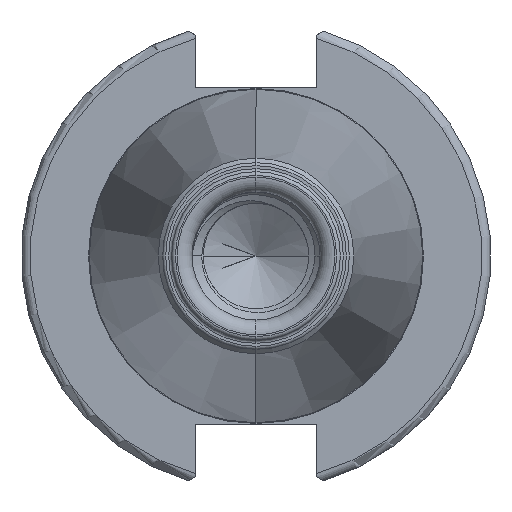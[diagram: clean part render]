
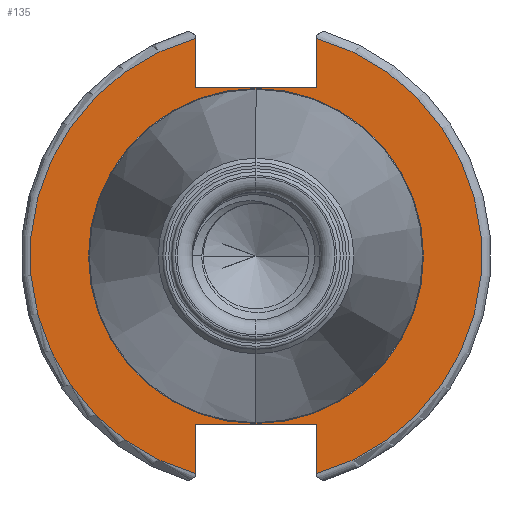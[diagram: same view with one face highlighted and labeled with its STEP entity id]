
A CAD part, left-side view. The second image highlights one B-rep face of the part: STEP entity #135.
In plain terms, the highlighted planar face has unit normal (-1, 0, 0).
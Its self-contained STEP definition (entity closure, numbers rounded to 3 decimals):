
#1 = CIRCLE ( 'NONE', #4577, 0.1 ) ;
#2 = CIRCLE ( 'NONE', #4579, 22.398 ) ;
#135 = ADVANCED_FACE ( 'NONE', ( #1687, #1679 ), #5363, .F. ) ;
#261 = EDGE_CURVE ( 'NONE', #514, #517, #2, .T. ) ;
#262 = EDGE_CURVE ( 'NONE', #743, #768, #5429, .T. ) ;
#263 = EDGE_CURVE ( 'NONE', #767, #768, #1, .T. ) ;
#264 = EDGE_CURVE ( 'NONE', #767, #766, #5435, .T. ) ;
#265 = EDGE_CURVE ( 'NONE', #765, #766, #5736, .T. ) ;
#266 = EDGE_CURVE ( 'NONE', #765, #760, #5441, .T. ) ;
#267 = EDGE_CURVE ( 'NONE', #764, #757, #5444, .T. ) ;
#268 = EDGE_CURVE ( 'NONE', #763, #764, #5735, .T. ) ;
#269 = EDGE_CURVE ( 'NONE', #762, #763, #5450, .T. ) ;
#270 = EDGE_CURVE ( 'NONE', #761, #762, #5734, .T. ) ;
#271 = EDGE_CURVE ( 'NONE', #742, #761, #5456, .T. ) ;
#272 = EDGE_CURVE ( 'NONE', #757, #760, #5733, .T. ) ;
#302 = EDGE_CURVE ( 'NONE', #517, #514, #5723, .T. ) ;
#508 = EDGE_LOOP ( 'NONE', ( #5280, #5278, #5279, #5277, #5276, #5275, #5274, #5273, #5271, #5272, #5270, #5269 ) ) ;
#510 = EDGE_LOOP ( 'NONE', ( #5267, #5265 ) ) ;
#514 = VERTEX_POINT ( 'NONE', #4239 ) ;
#517 = VERTEX_POINT ( 'NONE', #4240 ) ;
#742 = VERTEX_POINT ( 'NONE', #4001 ) ;
#743 = VERTEX_POINT ( 'NONE', #4002 ) ;
#757 = VERTEX_POINT ( 'NONE', #4016 ) ;
#760 = VERTEX_POINT ( 'NONE', #4019 ) ;
#761 = VERTEX_POINT ( 'NONE', #4020 ) ;
#762 = VERTEX_POINT ( 'NONE', #4021 ) ;
#763 = VERTEX_POINT ( 'NONE', #4022 ) ;
#764 = VERTEX_POINT ( 'NONE', #4023 ) ;
#765 = VERTEX_POINT ( 'NONE', #4024 ) ;
#766 = VERTEX_POINT ( 'NONE', #4025 ) ;
#767 = VERTEX_POINT ( 'NONE', #4026 ) ;
#768 = VERTEX_POINT ( 'NONE', #4027 ) ;
#922 = CARTESIAN_POINT ( 'NONE',  ( -5., 0., 0. ) ) ;
#923 = DIRECTION ( 'NONE',  ( -1., 0., 0. ) ) ;
#924 = DIRECTION ( 'NONE',  ( 0., 0., 1. ) ) ;
#1677 = AXIS2_PLACEMENT_3D ( 'NONE', #5364, #5361, #5359 ) ;
#1679 = FACE_BOUND ( 'NONE', #510, .T. ) ;
#1687 = FACE_OUTER_BOUND ( 'NONE', #508, .T. ) ;
#2600 = AXIS2_PLACEMENT_3D ( 'NONE', #922, #923, #924 ) ;
#2875 = EDGE_CURVE ( 'NONE', #743, #742, #5654, .T. ) ;
#2975 = AXIS2_PLACEMENT_3D ( 'NONE', #4959, #4960, #4961 ) ;
#4001 = CARTESIAN_POINT ( 'NONE',  ( -5., 8.075, -29.1 ) ) ;
#4002 = CARTESIAN_POINT ( 'NONE',  ( -5., 8.075, 29.1 ) ) ;
#4016 = CARTESIAN_POINT ( 'NONE',  ( -5., -8.075, -29.1 ) ) ;
#4019 = CARTESIAN_POINT ( 'NONE',  ( -5., -8.075, 29.1 ) ) ;
#4020 = CARTESIAN_POINT ( 'NONE',  ( -5., 8.075, -22.6 ) ) ;
#4021 = CARTESIAN_POINT ( 'NONE',  ( -5., 7.975, -22.5 ) ) ;
#4022 = CARTESIAN_POINT ( 'NONE',  ( -5., -7.975, -22.5 ) ) ;
#4023 = CARTESIAN_POINT ( 'NONE',  ( -5., -8.075, -22.6 ) ) ;
#4024 = CARTESIAN_POINT ( 'NONE',  ( -5., -8.075, 22.6 ) ) ;
#4025 = CARTESIAN_POINT ( 'NONE',  ( -5., -7.975, 22.5 ) ) ;
#4026 = CARTESIAN_POINT ( 'NONE',  ( -5., 7.975, 22.5 ) ) ;
#4027 = CARTESIAN_POINT ( 'NONE',  ( -5., 8.075, 22.6 ) ) ;
#4239 = CARTESIAN_POINT ( 'NONE',  ( -5., 0., 22.398 ) ) ;
#4240 = CARTESIAN_POINT ( 'NONE',  ( -5., 0., -22.398 ) ) ;
#4562 = VECTOR ( 'NONE', #5458, 1000. ) ;
#4565 = VECTOR ( 'NONE', #5452, 1000. ) ;
#4566 = VECTOR ( 'NONE', #5446, 1000. ) ;
#4569 = VECTOR ( 'NONE', #5443, 1000. ) ;
#4571 = AXIS2_PLACEMENT_3D ( 'NONE', #5440, #5447, #5448 ) ;
#4572 = VECTOR ( 'NONE', #5437, 1000. ) ;
#4573 = AXIS2_PLACEMENT_3D ( 'NONE', #5434, #5438, #5439 ) ;
#4574 = AXIS2_PLACEMENT_3D ( 'NONE', #5449, #5453, #5454 ) ;
#4575 = VECTOR ( 'NONE', #5431, 1000. ) ;
#4577 = AXIS2_PLACEMENT_3D ( 'NONE', #5428, #5432, #5433 ) ;
#4578 = AXIS2_PLACEMENT_3D ( 'NONE', #5455, #5459, #5460 ) ;
#4579 = AXIS2_PLACEMENT_3D ( 'NONE', #5425, #5426, #5427 ) ;
#4959 = CARTESIAN_POINT ( 'NONE',  ( -5., 0., 0. ) ) ;
#4960 = DIRECTION ( 'NONE',  ( -1., 0., 0. ) ) ;
#4961 = DIRECTION ( 'NONE',  ( 0., 0., 1. ) ) ;
#5265 = ORIENTED_EDGE ( 'NONE', *, *, #302, .F. ) ;
#5267 = ORIENTED_EDGE ( 'NONE', *, *, #261, .F. ) ;
#5269 = ORIENTED_EDGE ( 'NONE', *, *, #262, .F. ) ;
#5270 = ORIENTED_EDGE ( 'NONE', *, *, #263, .T. ) ;
#5271 = ORIENTED_EDGE ( 'NONE', *, *, #265, .T. ) ;
#5272 = ORIENTED_EDGE ( 'NONE', *, *, #264, .F. ) ;
#5273 = ORIENTED_EDGE ( 'NONE', *, *, #266, .F. ) ;
#5274 = ORIENTED_EDGE ( 'NONE', *, *, #272, .T. ) ;
#5275 = ORIENTED_EDGE ( 'NONE', *, *, #267, .T. ) ;
#5276 = ORIENTED_EDGE ( 'NONE', *, *, #268, .T. ) ;
#5277 = ORIENTED_EDGE ( 'NONE', *, *, #269, .T. ) ;
#5278 = ORIENTED_EDGE ( 'NONE', *, *, #271, .T. ) ;
#5279 = ORIENTED_EDGE ( 'NONE', *, *, #270, .T. ) ;
#5280 = ORIENTED_EDGE ( 'NONE', *, *, #2875, .T. ) ;
#5359 = DIRECTION ( 'NONE',  ( 0., 0., -1. ) ) ;
#5361 = DIRECTION ( 'NONE',  ( 1., 0., 0. ) ) ;
#5363 = PLANE ( 'NONE',  #1677 ) ;
#5364 = CARTESIAN_POINT ( 'NONE',  ( -5., 22.398, 0. ) ) ;
#5425 = CARTESIAN_POINT ( 'NONE',  ( -5., 0., 0. ) ) ;
#5426 = DIRECTION ( 'NONE',  ( -1., 0., 0. ) ) ;
#5427 = DIRECTION ( 'NONE',  ( 0., 0., 1. ) ) ;
#5428 = CARTESIAN_POINT ( 'NONE',  ( -5., 7.975, 22.6 ) ) ;
#5429 = LINE ( 'NONE', #5430, #4575 ) ;
#5430 = CARTESIAN_POINT ( 'NONE',  ( -5., 8.075, 0. ) ) ;
#5431 = DIRECTION ( 'NONE',  ( 0., 0., -1. ) ) ;
#5432 = DIRECTION ( 'NONE',  ( 1., 0., 0. ) ) ;
#5433 = DIRECTION ( 'NONE',  ( 0., 0., -1. ) ) ;
#5434 = CARTESIAN_POINT ( 'NONE',  ( -5., -7.975, 22.6 ) ) ;
#5435 = LINE ( 'NONE', #5436, #4572 ) ;
#5436 = CARTESIAN_POINT ( 'NONE',  ( -5., -8.075, 22.5 ) ) ;
#5437 = DIRECTION ( 'NONE',  ( 0., -1., 0. ) ) ;
#5438 = DIRECTION ( 'NONE',  ( 1., 0., 0. ) ) ;
#5439 = DIRECTION ( 'NONE',  ( 0., 0., -1. ) ) ;
#5440 = CARTESIAN_POINT ( 'NONE',  ( -5., -7.975, -22.6 ) ) ;
#5441 = LINE ( 'NONE', #5442, #4569 ) ;
#5442 = CARTESIAN_POINT ( 'NONE',  ( -5., -8.075, 0. ) ) ;
#5443 = DIRECTION ( 'NONE',  ( 0., 0., 1. ) ) ;
#5444 = LINE ( 'NONE', #5445, #4566 ) ;
#5445 = CARTESIAN_POINT ( 'NONE',  ( -5., -8.075, 0. ) ) ;
#5446 = DIRECTION ( 'NONE',  ( 0., 0., -1. ) ) ;
#5447 = DIRECTION ( 'NONE',  ( 1., 0., 0. ) ) ;
#5448 = DIRECTION ( 'NONE',  ( 0., 0., -1. ) ) ;
#5449 = CARTESIAN_POINT ( 'NONE',  ( -5., 7.975, -22.6 ) ) ;
#5450 = LINE ( 'NONE', #5451, #4565 ) ;
#5451 = CARTESIAN_POINT ( 'NONE',  ( -5., -8.075, -22.5 ) ) ;
#5452 = DIRECTION ( 'NONE',  ( 0., -1., 0. ) ) ;
#5453 = DIRECTION ( 'NONE',  ( 1., 0., 0. ) ) ;
#5454 = DIRECTION ( 'NONE',  ( 0., 0., -1. ) ) ;
#5455 = CARTESIAN_POINT ( 'NONE',  ( -5., 0., 0. ) ) ;
#5456 = LINE ( 'NONE', #5457, #4562 ) ;
#5457 = CARTESIAN_POINT ( 'NONE',  ( -5., 8.075, 0. ) ) ;
#5458 = DIRECTION ( 'NONE',  ( 0., 0., 1. ) ) ;
#5459 = DIRECTION ( 'NONE',  ( -1., 0., 0. ) ) ;
#5460 = DIRECTION ( 'NONE',  ( 0., 0., 1. ) ) ;
#5654 = CIRCLE ( 'NONE', #2600, 30.2 ) ;
#5723 = CIRCLE ( 'NONE', #2975, 22.398 ) ;
#5733 = CIRCLE ( 'NONE', #4578, 30.2 ) ;
#5734 = CIRCLE ( 'NONE', #4574, 0.1 ) ;
#5735 = CIRCLE ( 'NONE', #4571, 0.1 ) ;
#5736 = CIRCLE ( 'NONE', #4573, 0.1 ) ;
